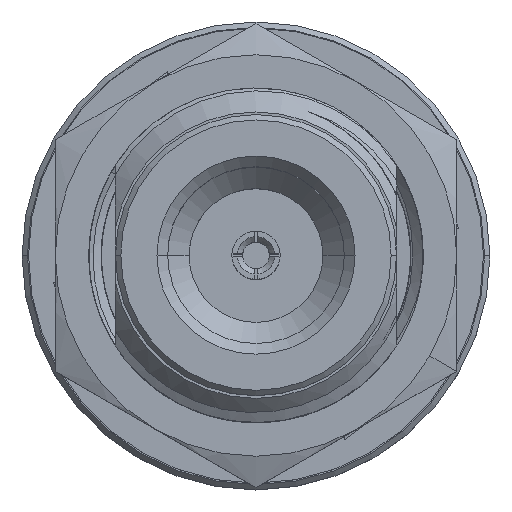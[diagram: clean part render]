
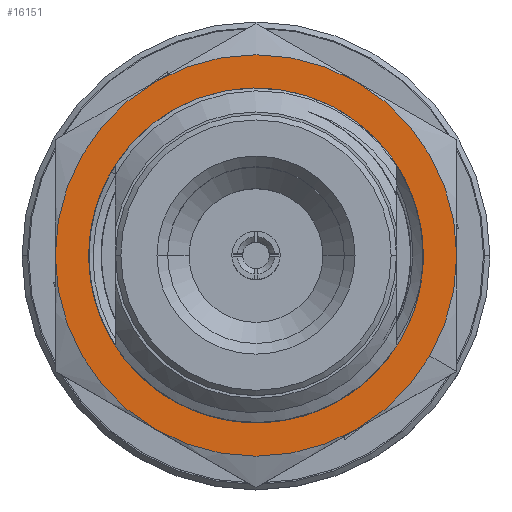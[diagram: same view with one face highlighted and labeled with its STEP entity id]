
A CAD part, top view. The second image highlights one B-rep face of the part: STEP entity #16151.
In plain terms, the highlighted planar face has unit normal (0, 0, 1).
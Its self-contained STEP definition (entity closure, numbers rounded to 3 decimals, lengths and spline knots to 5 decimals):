
#1080 = DIRECTION ( 'NONE',  ( 0.866, -0.5, 0. ) ) ;
#1213 = CIRCLE ( 'NONE', #39229, 0.375 ) ;
#5045 = CARTESIAN_POINT ( 'NONE',  ( 0.1875, -0.32476, -0.39306 ) ) ;
#5677 = EDGE_CURVE ( 'NONE', #87282, #160511, #43057, .T. ) ;
#6539 = AXIS2_PLACEMENT_3D ( 'NONE', #11482, #100619, #23757 ) ;
#7269 = CARTESIAN_POINT ( 'NONE',  ( -0.1875, 0.32476, -0.39306 ) ) ;
#7722 = CARTESIAN_POINT ( 'NONE',  ( 0.30456, -0.07001, -0.39306 ) ) ;
#11482 = CARTESIAN_POINT ( 'NONE',  ( 0., 0., -0.39306 ) ) ;
#13712 = VERTEX_POINT ( 'NONE', #160896 ) ;
#15091 = EDGE_CURVE ( 'NONE', #63943, #13712, #89936, .T. ) ;
#15131 = CARTESIAN_POINT ( 'NONE',  ( 0., 0., -0.39306 ) ) ;
#16127 = CARTESIAN_POINT ( 'NONE',  ( 0., 0., -0.39306 ) ) ;
#16151 = ADVANCED_FACE ( 'NONE', ( #151648, #34022 ), #80859, .T. ) ;
#16223 = VERTEX_POINT ( 'NONE', #7269 ) ;
#17213 = CARTESIAN_POINT ( 'NONE',  ( 0.16585, -0.26486, -0.39306 ) ) ;
#17782 = CARTESIAN_POINT ( 'NONE',  ( 0.27063, -0.15625, -0.39306 ) ) ;
#18907 = AXIS2_PLACEMENT_3D ( 'NONE', #85382, #147202, #33003 ) ;
#20843 = ORIENTED_EDGE ( 'NONE', *, *, #151006, .T. ) ;
#23757 = DIRECTION ( 'NONE',  ( 0.866, -0.5, 0. ) ) ;
#25392 = ORIENTED_EDGE ( 'NONE', *, *, #141895, .T. ) ;
#27494 = CARTESIAN_POINT ( 'NONE',  ( 0., 0., -0.39306 ) ) ;
#33003 = DIRECTION ( 'NONE',  ( 0.866, -0.5, 0. ) ) ;
#34022 = FACE_OUTER_BOUND ( 'NONE', #74315, .T. ) ;
#34443 = AXIS2_PLACEMENT_3D ( 'NONE', #60603, #35498, #61709 ) ;
#34904 = EDGE_CURVE ( 'NONE', #51002, #87282, #48143, .T. ) ;
#35498 = DIRECTION ( 'NONE',  ( 0., 0., 1. ) ) ;
#39229 = AXIS2_PLACEMENT_3D ( 'NONE', #92571, #55202, #80853 ) ;
#39278 = CARTESIAN_POINT ( 'NONE',  ( -0.375, 0., -0.39306 ) ) ;
#39667 = ORIENTED_EDGE ( 'NONE', *, *, #49725, .T. ) ;
#39720 = DIRECTION ( 'NONE',  ( 0., 0., 1. ) ) ;
#39749 = ORIENTED_EDGE ( 'NONE', *, *, #5677, .F. ) ;
#40423 = AXIS2_PLACEMENT_3D ( 'NONE', #156589, #106483, #93687 ) ;
#43057 = CIRCLE ( 'NONE', #62723, 0.3125 ) ;
#46065 = CIRCLE ( 'NONE', #94177, 0.375 ) ;
#46677 = CARTESIAN_POINT ( 'NONE',  ( 0., 0., -0.39306 ) ) ;
#48143 = CIRCLE ( 'NONE', #116904, 0.3125 ) ;
#49725 = EDGE_CURVE ( 'NONE', #157406, #161812, #58673, .T. ) ;
#51002 = VERTEX_POINT ( 'NONE', #17782 ) ;
#55202 = DIRECTION ( 'NONE',  ( 0., 0., 1. ) ) ;
#56095 = ORIENTED_EDGE ( 'NONE', *, *, #57040, .T. ) ;
#57040 = EDGE_CURVE ( 'NONE', #114078, #157406, #46065, .T. ) ;
#58673 = CIRCLE ( 'NONE', #34443, 0.375 ) ;
#59167 = CIRCLE ( 'NONE', #18907, 0.375 ) ;
#59427 = AXIS2_PLACEMENT_3D ( 'NONE', #27494, #39720, #153351 ) ;
#60603 = CARTESIAN_POINT ( 'NONE',  ( 0., 0., -0.39306 ) ) ;
#60732 = EDGE_CURVE ( 'NONE', #160511, #51002, #159559, .T. ) ;
#61709 = DIRECTION ( 'NONE',  ( 0.866, -0.5, 0. ) ) ;
#62723 = AXIS2_PLACEMENT_3D ( 'NONE', #16127, #144777, #118081 ) ;
#63943 = VERTEX_POINT ( 'NONE', #92757 ) ;
#68299 = ORIENTED_EDGE ( 'NONE', *, *, #92158, .T. ) ;
#74315 = EDGE_LOOP ( 'NONE', ( #20843, #25392, #94421, #80136, #68299, #56095, #39667 ) ) ;
#75937 = CIRCLE ( 'NONE', #59427, 0.375 ) ;
#78013 = DIRECTION ( 'NONE',  ( 0., 0., 1. ) ) ;
#78571 = CARTESIAN_POINT ( 'NONE',  ( 0., 0., -0.39306 ) ) ;
#80136 = ORIENTED_EDGE ( 'NONE', *, *, #82885, .T. ) ;
#80853 = DIRECTION ( 'NONE',  ( 0.866, -0.5, 0. ) ) ;
#80859 = PLANE ( 'NONE',  #40423 ) ;
#82885 = EDGE_CURVE ( 'NONE', #13712, #16223, #114371, .T. ) ;
#85382 = CARTESIAN_POINT ( 'NONE',  ( 0., 0., -0.39306 ) ) ;
#87282 = VERTEX_POINT ( 'NONE', #7722 ) ;
#89936 = CIRCLE ( 'NONE', #111738, 0.375 ) ;
#92158 = EDGE_CURVE ( 'NONE', #16223, #114078, #1213, .T. ) ;
#92571 = CARTESIAN_POINT ( 'NONE',  ( 0., 0., -0.39306 ) ) ;
#92757 = CARTESIAN_POINT ( 'NONE',  ( 0.375, 0., -0.39306 ) ) ;
#93098 = DIRECTION ( 'NONE',  ( 0., 0., 1. ) ) ;
#93687 = DIRECTION ( 'NONE',  ( 0.866, -0.5, 0. ) ) ;
#94177 = AXIS2_PLACEMENT_3D ( 'NONE', #101545, #162861, #163413 ) ;
#94421 = ORIENTED_EDGE ( 'NONE', *, *, #15091, .T. ) ;
#95790 = ORIENTED_EDGE ( 'NONE', *, *, #60732, .F. ) ;
#100619 = DIRECTION ( 'NONE',  ( 0., 0., 1. ) ) ;
#101545 = CARTESIAN_POINT ( 'NONE',  ( 0., 0., -0.39306 ) ) ;
#106483 = DIRECTION ( 'NONE',  ( 0., 0., 1. ) ) ;
#108655 = CARTESIAN_POINT ( 'NONE',  ( 0.32476, -0.1875, -0.39306 ) ) ;
#110787 = DIRECTION ( 'NONE',  ( 0., 0., 1. ) ) ;
#111738 = AXIS2_PLACEMENT_3D ( 'NONE', #46677, #110787, #161995 ) ;
#114078 = VERTEX_POINT ( 'NONE', #39278 ) ;
#114371 = CIRCLE ( 'NONE', #6539, 0.375 ) ;
#116904 = AXIS2_PLACEMENT_3D ( 'NONE', #78571, #78013, #1080 ) ;
#118081 = DIRECTION ( 'NONE',  ( 0.866, -0.5, 0. ) ) ;
#125720 = AXIS2_PLACEMENT_3D ( 'NONE', #15131, #93098, #129858 ) ;
#129858 = DIRECTION ( 'NONE',  ( 0.866, -0.5, 0. ) ) ;
#138926 = ORIENTED_EDGE ( 'NONE', *, *, #34904, .F. ) ;
#139183 = CARTESIAN_POINT ( 'NONE',  ( -0.1875, -0.32476, -0.39306 ) ) ;
#141895 = EDGE_CURVE ( 'NONE', #155299, #63943, #75937, .T. ) ;
#144777 = DIRECTION ( 'NONE',  ( 0., 0., 1. ) ) ;
#147202 = DIRECTION ( 'NONE',  ( 0., 0., 1. ) ) ;
#151006 = EDGE_CURVE ( 'NONE', #161812, #155299, #59167, .T. ) ;
#151648 = FACE_BOUND ( 'NONE', #162457, .T. ) ;
#153351 = DIRECTION ( 'NONE',  ( 0.866, -0.5, 0. ) ) ;
#155299 = VERTEX_POINT ( 'NONE', #108655 ) ;
#156589 = CARTESIAN_POINT ( 'NONE',  ( 0., 0., -0.39306 ) ) ;
#157406 = VERTEX_POINT ( 'NONE', #139183 ) ;
#159559 = CIRCLE ( 'NONE', #125720, 0.3125 ) ;
#160511 = VERTEX_POINT ( 'NONE', #17213 ) ;
#160896 = CARTESIAN_POINT ( 'NONE',  ( 0.1875, 0.32476, -0.39306 ) ) ;
#161812 = VERTEX_POINT ( 'NONE', #5045 ) ;
#161995 = DIRECTION ( 'NONE',  ( 0.866, -0.5, 0. ) ) ;
#162457 = EDGE_LOOP ( 'NONE', ( #39749, #138926, #95790 ) ) ;
#162861 = DIRECTION ( 'NONE',  ( 0., 0., 1. ) ) ;
#163413 = DIRECTION ( 'NONE',  ( 0.866, -0.5, 0. ) ) ;
